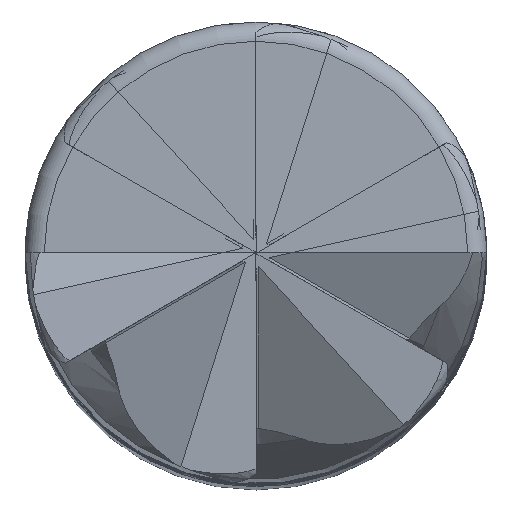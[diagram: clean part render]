
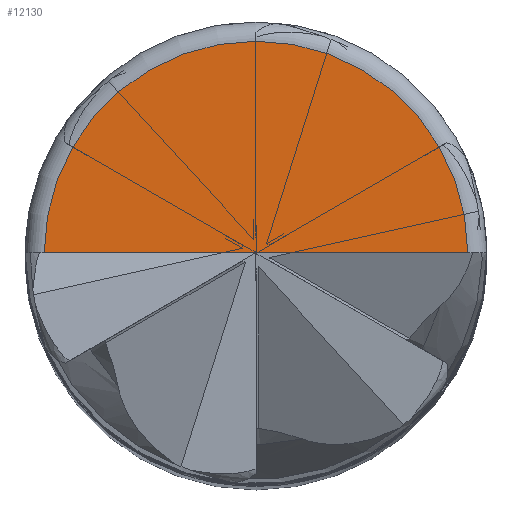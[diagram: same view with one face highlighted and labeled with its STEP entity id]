
A CAD part, top view. The second image highlights one B-rep face of the part: STEP entity #12130.
In plain terms, the highlighted planar face has unit normal (0, 0, 1).
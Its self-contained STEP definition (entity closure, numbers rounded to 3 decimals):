
#12056=DIRECTION('',(-1.,0.,0.));
#12057=VECTOR('',#12056,11.);
#12058=CARTESIAN_POINT('',(5.5,0.,93.));
#12059=LINE('',#12058,#12057);
#12060=CARTESIAN_POINT('',(0.,0.,93.));
#12061=DIRECTION('',(0.,0.,1.));
#12062=DIRECTION('',(1.,0.,0.));
#12063=AXIS2_PLACEMENT_3D('',#12060,#12061,#12062);
#12103=CARTESIAN_POINT('',(5.5,0.,93.));
#12104=CARTESIAN_POINT('',(-5.5,0.,93.));
#12105=VERTEX_POINT('',#12103);
#12106=VERTEX_POINT('',#12104);
#12119=CARTESIAN_POINT('',(0.,0.,93.));
#12120=DIRECTION('',(0.,0.,1.));
#12121=DIRECTION('',(-0.912,-0.411,0.));
#12122=AXIS2_PLACEMENT_3D('',#12119,#12120,#12121);
#12123=PLANE('',#12122);
#12125=ORIENTED_EDGE('',*,*,#12124,.T.);
#12127=ORIENTED_EDGE('',*,*,#12126,.F.);
#12128=EDGE_LOOP('',(#12125,#12127));
#12129=FACE_OUTER_BOUND('',#12128,.F.);
#12064=CIRCLE('',#12063,5.5);
#12124=EDGE_CURVE('',#12105,#12106,#12059,.T.);
#12126=EDGE_CURVE('',#12105,#12106,#12064,.T.);
#12130=ADVANCED_FACE('',(#12129),#12123,.T.);
